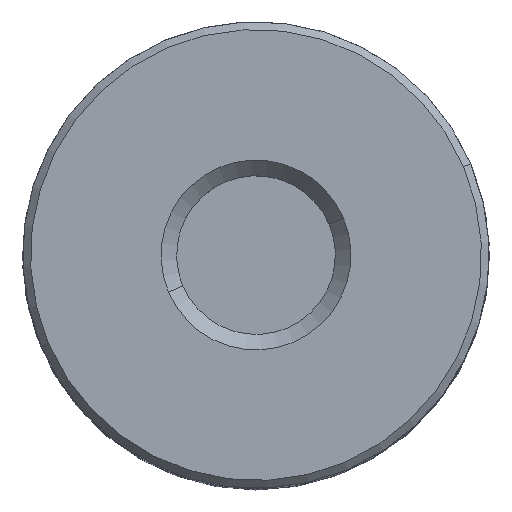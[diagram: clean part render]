
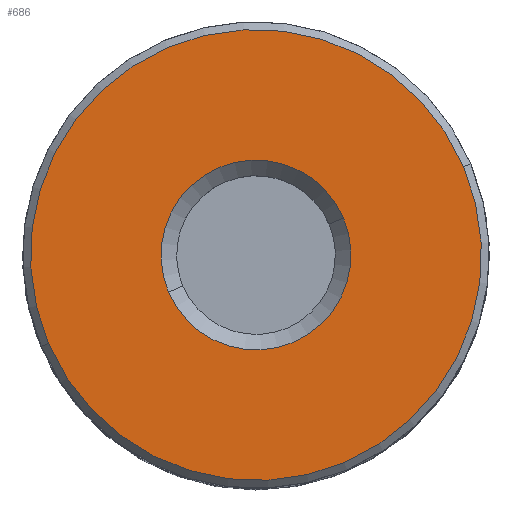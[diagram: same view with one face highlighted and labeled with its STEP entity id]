
A CAD part, top view. The second image highlights one B-rep face of the part: STEP entity #686.
In plain terms, the highlighted face is planar.
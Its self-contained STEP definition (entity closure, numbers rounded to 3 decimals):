
#135 = AXIS2_PLACEMENT_3D ( 'NONE', #243, #1867, #449 ) ;
#231 = CARTESIAN_POINT ( 'NONE',  ( 0., 0., 0. ) ) ;
#243 = CARTESIAN_POINT ( 'NONE',  ( 0., 0., 0. ) ) ;
#264 = VERTEX_POINT ( 'NONE', #2953 ) ;
#449 = DIRECTION ( 'NONE',  ( 1., 0., 0. ) ) ;
#553 = CARTESIAN_POINT ( 'NONE',  ( -14.49, 0., 0. ) ) ;
#583 = VERTEX_POINT ( 'NONE', #553 ) ;
#686 = ADVANCED_FACE ( 'NONE', ( #909, #2067 ), #2129, .F. ) ;
#909 = FACE_BOUND ( 'NONE', #2724, .T. ) ;
#952 = CIRCLE ( 'NONE', #1179, 14.49 ) ;
#964 = CARTESIAN_POINT ( 'NONE',  ( 0., 0., 0. ) ) ;
#1163 = DIRECTION ( 'NONE',  ( 1., 0., 0. ) ) ;
#1179 = AXIS2_PLACEMENT_3D ( 'NONE', #2305, #3002, #2554 ) ;
#1244 = EDGE_LOOP ( 'NONE', ( #1687, #2625 ) ) ;
#1252 = EDGE_CURVE ( 'NONE', #2316, #583, #1533, .T. ) ;
#1288 = CIRCLE ( 'NONE', #2738, 6.1 ) ;
#1300 = AXIS2_PLACEMENT_3D ( 'NONE', #2668, #1436, #2400 ) ;
#1436 = DIRECTION ( 'NONE',  ( 0., 0., 1. ) ) ;
#1504 = ORIENTED_EDGE ( 'NONE', *, *, #2482, .T. ) ;
#1520 = CARTESIAN_POINT ( 'NONE',  ( -6.1, 0., 0. ) ) ;
#1533 = CIRCLE ( 'NONE', #135, 14.49 ) ;
#1687 = ORIENTED_EDGE ( 'NONE', *, *, #1252, .T. ) ;
#1867 = DIRECTION ( 'NONE',  ( 0., 0., -1. ) ) ;
#1914 = DIRECTION ( 'NONE',  ( 0., 0., 1. ) ) ;
#2067 = FACE_OUTER_BOUND ( 'NONE', #1244, .T. ) ;
#2089 = ORIENTED_EDGE ( 'NONE', *, *, #2621, .T. ) ;
#2129 = PLANE ( 'NONE',  #1300 ) ;
#2286 = VERTEX_POINT ( 'NONE', #1520 ) ;
#2305 = CARTESIAN_POINT ( 'NONE',  ( 0., 0., 0. ) ) ;
#2316 = VERTEX_POINT ( 'NONE', #2478 ) ;
#2400 = DIRECTION ( 'NONE',  ( 1., 0., 0. ) ) ;
#2478 = CARTESIAN_POINT ( 'NONE',  ( 14.49, 0., 0. ) ) ;
#2482 = EDGE_CURVE ( 'NONE', #2286, #264, #1288, .T. ) ;
#2486 = CIRCLE ( 'NONE', #3010, 6.1 ) ;
#2554 = DIRECTION ( 'NONE',  ( 1., 0., 0. ) ) ;
#2615 = DIRECTION ( 'NONE',  ( 0., 0., 1. ) ) ;
#2621 = EDGE_CURVE ( 'NONE', #264, #2286, #2486, .T. ) ;
#2625 = ORIENTED_EDGE ( 'NONE', *, *, #2850, .T. ) ;
#2668 = CARTESIAN_POINT ( 'NONE',  ( 0., 0., 0. ) ) ;
#2724 = EDGE_LOOP ( 'NONE', ( #1504, #2089 ) ) ;
#2738 = AXIS2_PLACEMENT_3D ( 'NONE', #231, #2615, #1163 ) ;
#2850 = EDGE_CURVE ( 'NONE', #583, #2316, #952, .T. ) ;
#2872 = DIRECTION ( 'NONE',  ( 1., 0., 0. ) ) ;
#2953 = CARTESIAN_POINT ( 'NONE',  ( 6.1, 0., 0. ) ) ;
#3002 = DIRECTION ( 'NONE',  ( 0., 0., -1. ) ) ;
#3010 = AXIS2_PLACEMENT_3D ( 'NONE', #964, #1914, #2872 ) ;
